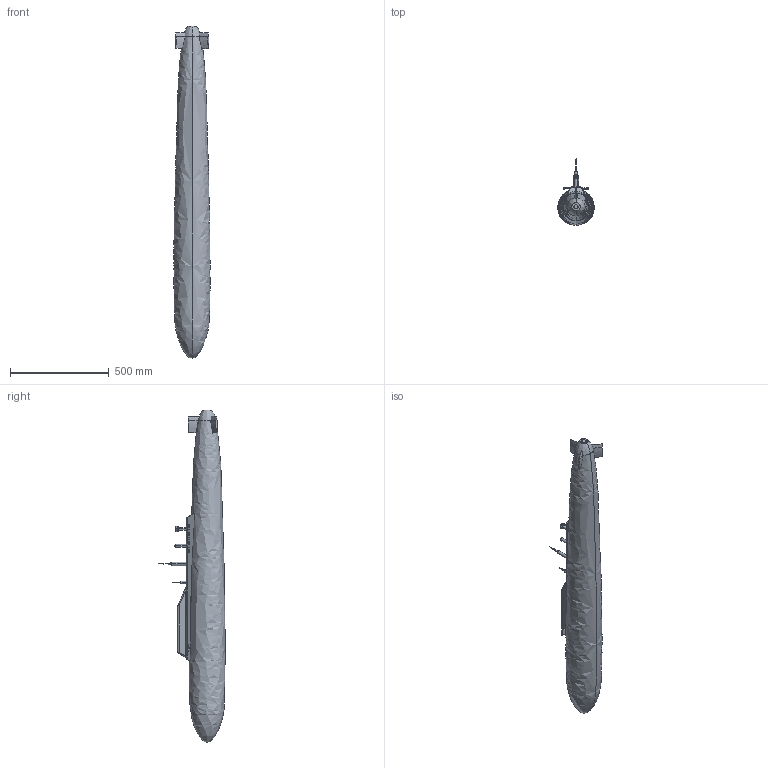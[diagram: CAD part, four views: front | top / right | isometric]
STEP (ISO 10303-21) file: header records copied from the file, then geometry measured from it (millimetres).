
FILE_DESCRIPTION(('CATIA V5 STEP Exchange'),'2;1');
FILE_NAME('submarine1.stp','2017-05-03T17:11:19+00:00',('none'),('none'),'CATIA Version 5 Release 20 GA (IN-10)','CATIA V5 STEP AP203','none');
FILE_SCHEMA(('CONFIG_CONTROL_DESIGN'));
Length unit declared in the file: millimetre
Products named in the file (1): Borey Class Sub
Bounding box: 183.25 x 336.77 x 1677.78 mm (x, y, z)
Volume: 34493596.6 mm3; surface area: 926094.2 mm2
Topology: 6 solids, 6 shells, 242 faces, 613 edges, 372 vertices
Faces by surface type: bspline 92, plane 86, cylinder 48, cone 8, torus 4, revolution 4
Entity records: 11828 total; most frequent: CARTESIAN_POINT 7268, ORIENTED_EDGE 1174, EDGE_CURVE 587, DIRECTION 550, VERTEX_POINT 372, EDGE_LOOP 257, ADVANCED_FACE 242, FACE_OUTER_BOUND 242
